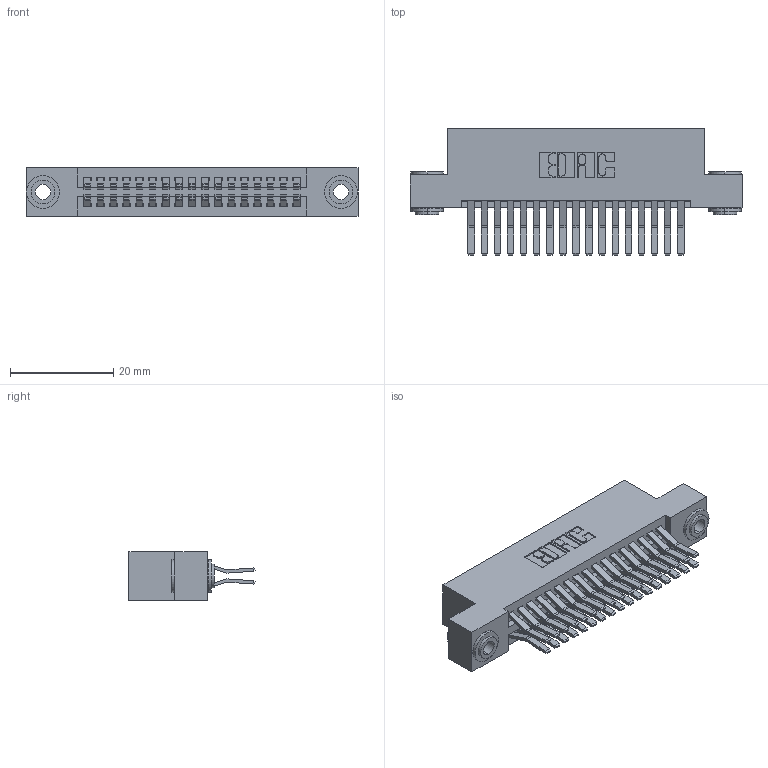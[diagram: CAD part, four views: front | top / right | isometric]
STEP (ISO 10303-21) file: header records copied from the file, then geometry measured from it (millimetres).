
FILE_DESCRIPTION (( 'STEP AP203' ), '1' );
FILE_NAME ('345-034-560-203.STEP', '2019-10-28T10:55:57', ( '' ), ( '' ), 'SwSTEP 2.0', 'SolidWorks 2016', '' );
FILE_SCHEMA (( 'CONFIG_CONTROL_DESIGN' ));
Length unit declared in the file: inch
Products named in the file (4): 345-292-001_560 Tail; 345 Part_Flush Mounting Lugs - 0.156 Dia-TH; 345-250-002_345-250-002-102; 345-034-560-203
Assembly tree (37 placements, depth 2):
  345-034-560-203
    345 Part_Flush Mounting Lugs - 0.156 Dia-TH
    345-292-001_560 Tail  x34
    345-250-002_345-250-002-102  x2
Bounding box: 64.39 x 24.45 x 9.4 mm (x, y, z)
Volume: 6265 mm3; surface area: 9554.6 mm2
Topology: 37 solids, 37 shells, 1932 faces, 5687 edges, 3742 vertices
Faces by surface type: plane 1212, cylinder 712, cone 8
Entity records: 17442 total; most frequent: CARTESIAN_POINT 2923, ORIENTED_EDGE 2850, DIRECTION 2643, EDGE_CURVE 1425, VECTOR 1197, LINE 1197, VERTEX_POINT 946, AXIS2_PLACEMENT_3D 723
